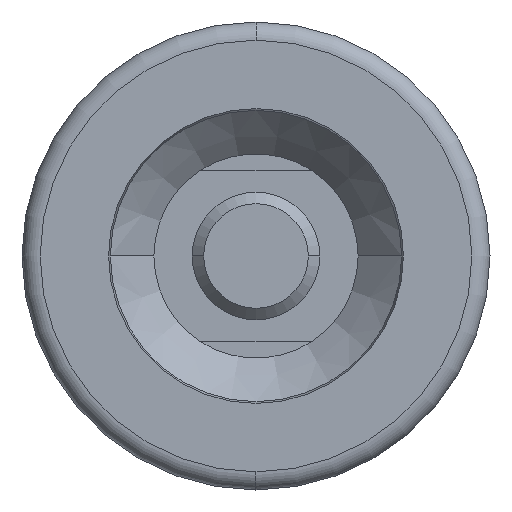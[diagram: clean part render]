
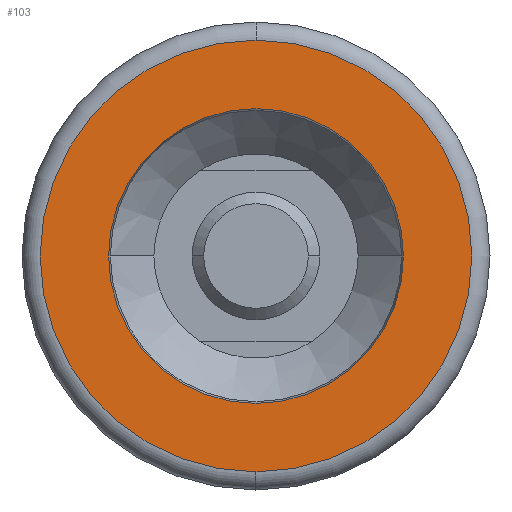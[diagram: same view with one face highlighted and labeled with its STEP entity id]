
A CAD part, left-side view. The second image highlights one B-rep face of the part: STEP entity #103.
In plain terms, the highlighted planar face has unit normal (-1, 0, 0).
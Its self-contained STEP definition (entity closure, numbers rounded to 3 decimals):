
#103=ADVANCED_FACE('',(#209,#210),#211,.T.);
#209=FACE_BOUND('',#343,.T.);
#210=FACE_OUTER_BOUND('',#344,.T.);
#211=PLANE('',#345);
#343=EDGE_LOOP('',(#684,#685));
#344=EDGE_LOOP('',(#686,#687,#688));
#345=AXIS2_PLACEMENT_3D('',#689,#690,#691);
#684=ORIENTED_EDGE('',*,*,#915,.T.);
#685=ORIENTED_EDGE('',*,*,#940,.T.);
#686=ORIENTED_EDGE('',*,*,#872,.T.);
#687=ORIENTED_EDGE('',*,*,#960,.T.);
#688=ORIENTED_EDGE('',*,*,#873,.T.);
#689=CARTESIAN_POINT('',(-35.32,5.073,0.));
#690=DIRECTION('',(-1.0,0.0,0.));
#691=DIRECTION('',(0.0,1.0,0.0));
#872=EDGE_CURVE('',#1018,#1016,#1019,.T.);
#873=EDGE_CURVE('',#1010,#1018,#1020,.T.);
#915=EDGE_CURVE('',#1099,#1097,#1100,.T.);
#940=EDGE_CURVE('',#1097,#1099,#1138,.T.);
#960=EDGE_CURVE('',#1016,#1010,#1162,.T.);
#1010=VERTEX_POINT('',#1241);
#1016=VERTEX_POINT('',#1247);
#1018=VERTEX_POINT('',#1249);
#1019=CIRCLE('',#1250,10.146);
#1020=CIRCLE('',#1251,10.146);
#1097=VERTEX_POINT('',#1340);
#1099=VERTEX_POINT('',#1343);
#1100=CIRCLE('',#1344,6.931);
#1138=CIRCLE('',#1393,6.931);
#1162=CIRCLE('',#1423,10.146);
#1241=CARTESIAN_POINT('',(-35.32,0.,10.146));
#1247=CARTESIAN_POINT('',(-35.32,0.,-10.146));
#1249=CARTESIAN_POINT('',(-35.32,10.146,0.));
#1250=AXIS2_PLACEMENT_3D('',#1533,#1534,#1535);
#1251=AXIS2_PLACEMENT_3D('',#1536,#1537,#1538);
#1340=CARTESIAN_POINT('',(-35.32,6.931,0.));
#1343=CARTESIAN_POINT('',(-35.32,-6.931,0.));
#1344=AXIS2_PLACEMENT_3D('',#1636,#1637,#1638);
#1393=AXIS2_PLACEMENT_3D('',#1689,#1690,#1691);
#1423=AXIS2_PLACEMENT_3D('',#1737,#1738,#1739);
#1533=CARTESIAN_POINT('',(-35.32,0.0,0.));
#1534=DIRECTION('',(-1.0,0.0,0.));
#1535=DIRECTION('',(0.0,1.0,0.0));
#1536=CARTESIAN_POINT('',(-35.32,0.0,0.));
#1537=DIRECTION('',(-1.0,0.0,0.));
#1538=DIRECTION('',(0.0,1.0,0.0));
#1636=CARTESIAN_POINT('',(-35.32,0.0,0.));
#1637=DIRECTION('',(1.0,0.0,0.));
#1638=DIRECTION('',(0.0,1.0,0.0));
#1689=CARTESIAN_POINT('',(-35.32,0.0,0.));
#1690=DIRECTION('',(1.0,0.0,0.));
#1691=DIRECTION('',(0.0,1.0,0.0));
#1737=CARTESIAN_POINT('',(-35.32,0.0,0.));
#1738=DIRECTION('',(-1.0,0.0,0.));
#1739=DIRECTION('',(0.0,1.0,0.0));
